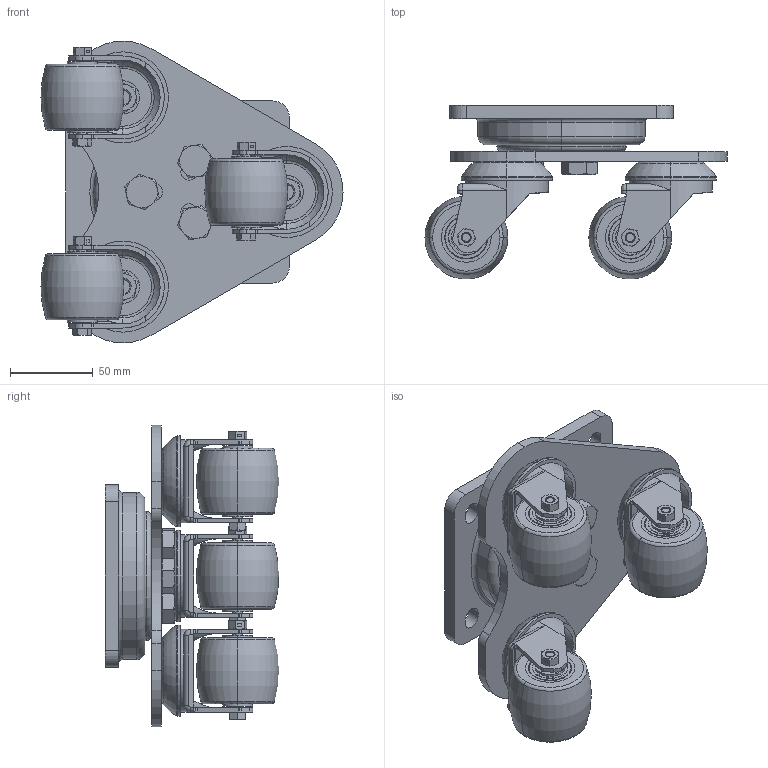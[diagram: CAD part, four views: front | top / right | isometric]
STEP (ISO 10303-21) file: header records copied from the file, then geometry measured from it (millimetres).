
FILE_DESCRIPTION (( 'STEP AP214' ), '1' );
FILE_NAME ('0050321.step', '2022-06-17T10:41:43', ( '' ), ( '' ), 'SwSTEP 2.0', 'SolidWorks 2020', '' );
FILE_SCHEMA (( 'AUTOMOTIVE_DESIGN' ));
Length unit declared in the file: millimetre
Products named in the file (1): 0050321
Bounding box: 182.5 x 104.89 x 182.32 mm (x, y, z)
Volume: 646259.2 mm3; surface area: 241268.9 mm2
Topology: 59 solids, 59 shells, 1571 faces, 4512 edges, 2863 vertices
Faces by surface type: plane 451, cylinder 424, torus 354, cone 204, sphere 132, bspline 6
Entity records: 73965 total; most frequent: CARTESIAN_POINT 16795, ORIENTED_EDGE 8484, DIRECTION 8114, EDGE_CURVE 4242, AXIS2_PLACEMENT_3D 3494, VERTEX_POINT 2731, CIRCLE 1928, EDGE_LOOP 1773
